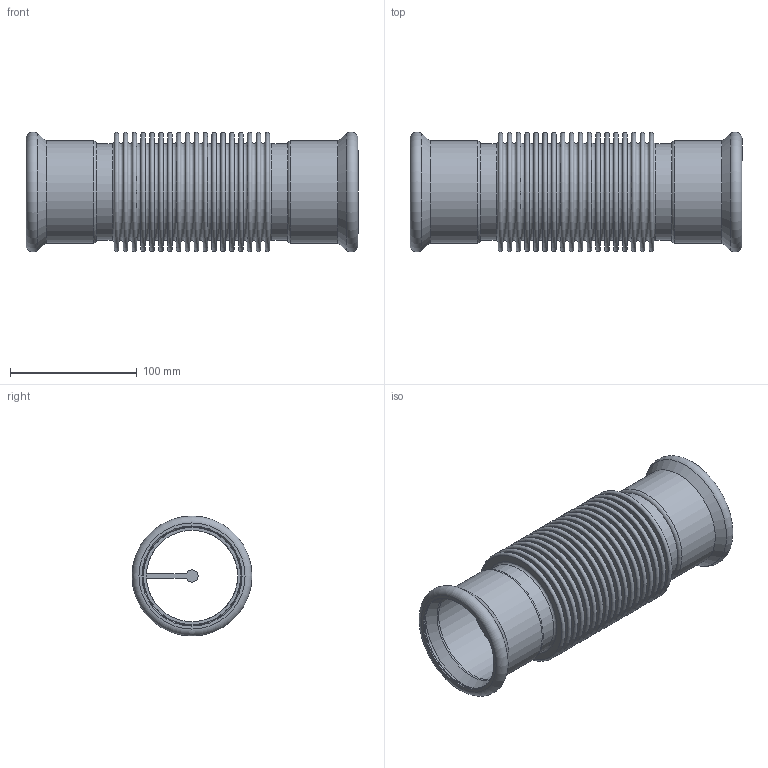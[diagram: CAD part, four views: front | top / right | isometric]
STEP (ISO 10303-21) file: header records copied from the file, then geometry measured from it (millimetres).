
FILE_DESCRIPTION(/* description */ (''),/* implementation_level */ '2;1');
FILE_NAME(/* name */ '33929.stp',/* time_stamp */ '2014-04-03T12:03:34+02:00',/* author */ ('bruh'),/* organization */ (''),/* preprocessor_version */ 'ST-DEVELOPER v15.2',/* originating_system */ 'Autodesk Inventor 2014',/* authorisation */ '');
FILE_SCHEMA (('AUTOMOTIVE_DESIGN { 1 0 10303 214 3 1 1 }'));
Length unit declared in the file: millimetre
Products named in the file (3): 90725; 33929
Bounding box: 262 x 94.7 x 94.7 mm (x, y, z)
Volume: 284426.9 mm3; surface area: 214255.7 mm2
Topology: 3 solids, 3 shells, 118 faces, 198 edges, 126 vertices
Faces by surface type: plane 52, torus 45, cylinder 13, cone 8
Full cylindrical faces by diameter (mm): 72.1 x3, 76.1 x2, 76.7 x2, 78.2 x2, 80.7 x2
Entity records: 2094 total; most frequent: DIRECTION 406, CARTESIAN_POINT 307, ORIENTED_EDGE 208, AXIS2_PLACEMENT_3D 199, EDGE_LOOP 190, FACE_BOUND 113, EDGE_CURVE 104, VERTEX_POINT 100
